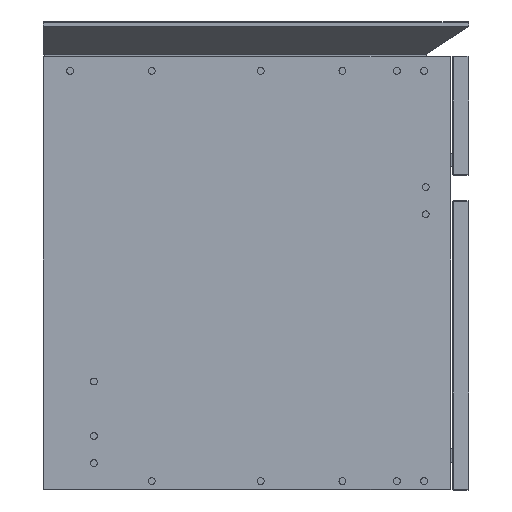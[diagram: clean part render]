
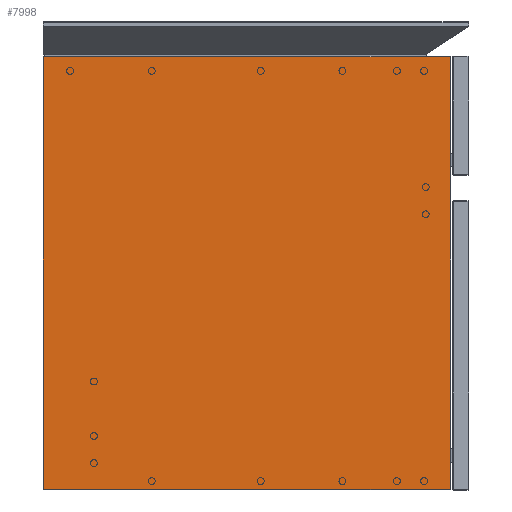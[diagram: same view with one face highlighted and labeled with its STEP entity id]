
A CAD part, left-side view. The second image highlights one B-rep face of the part: STEP entity #7998.
In plain terms, the highlighted planar face has unit normal (-1, 0, 0).
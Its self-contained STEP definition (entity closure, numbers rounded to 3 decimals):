
#7903=CARTESIAN_POINT('',(-4032.213,15350.248,-0.8));
#7904=VERTEX_POINT('',#7903);
#7911=CARTESIAN_POINT('',(-4032.213,14872.048,-0.8));
#7912=VERTEX_POINT('',#7911);
#7913=CARTESIAN_POINT('',(-4032.213,15350.248,-0.8));
#7914=DIRECTION('',(0.0,-1.0,0.0));
#7915=VECTOR('',#7914,478.2);
#7916=LINE('',#7913,#7915);
#7917=EDGE_CURVE('',#7904,#7912,#7916,.T.);
#7934=CARTESIAN_POINT('',(-4032.213,14872.048,-509.2));
#7935=VERTEX_POINT('',#7934);
#7936=CARTESIAN_POINT('',(-4032.213,14872.048,-0.8));
#7937=DIRECTION('',(0.0,0.0,-1.0));
#7938=VECTOR('',#7937,508.4);
#7939=LINE('',#7936,#7938);
#7940=EDGE_CURVE('',#7912,#7935,#7939,.T.);
#7975=CARTESIAN_POINT('',(-4032.213,15111.148,-0.799));
#7976=DIRECTION('',(-1.0,0.0,0.0));
#7977=DIRECTION('',(0.0,0.0,1.0));
#7978=AXIS2_PLACEMENT_3D('',#7975,#7976,#7977);
#7979=PLANE('',#7978);
#7980=ORIENTED_EDGE('',*,*,#7917,.F.);
#7981=CARTESIAN_POINT('',(-4032.213,15350.248,-509.2));
#7982=VERTEX_POINT('',#7981);
#7983=CARTESIAN_POINT('',(-4032.213,15350.248,-509.2));
#7984=DIRECTION('',(0.0,0.0,1.0));
#7985=VECTOR('',#7984,508.4);
#7986=LINE('',#7983,#7985);
#7987=EDGE_CURVE('',#7982,#7904,#7986,.T.);
#7988=ORIENTED_EDGE('',*,*,#7987,.F.);
#7989=CARTESIAN_POINT('',(-4032.213,14872.048,-509.2));
#7990=DIRECTION('',(0.0,1.0,0.0));
#7991=VECTOR('',#7990,478.2);
#7992=LINE('',#7989,#7991);
#7993=EDGE_CURVE('',#7935,#7982,#7992,.T.);
#7994=ORIENTED_EDGE('',*,*,#7993,.F.);
#7995=ORIENTED_EDGE('',*,*,#7940,.F.);
#7996=EDGE_LOOP('',(#7980,#7988,#7994,#7995));
#7997=FACE_OUTER_BOUND('',#7996,.T.);
#7998=ADVANCED_FACE('',(#7997),#7979,.T.);
